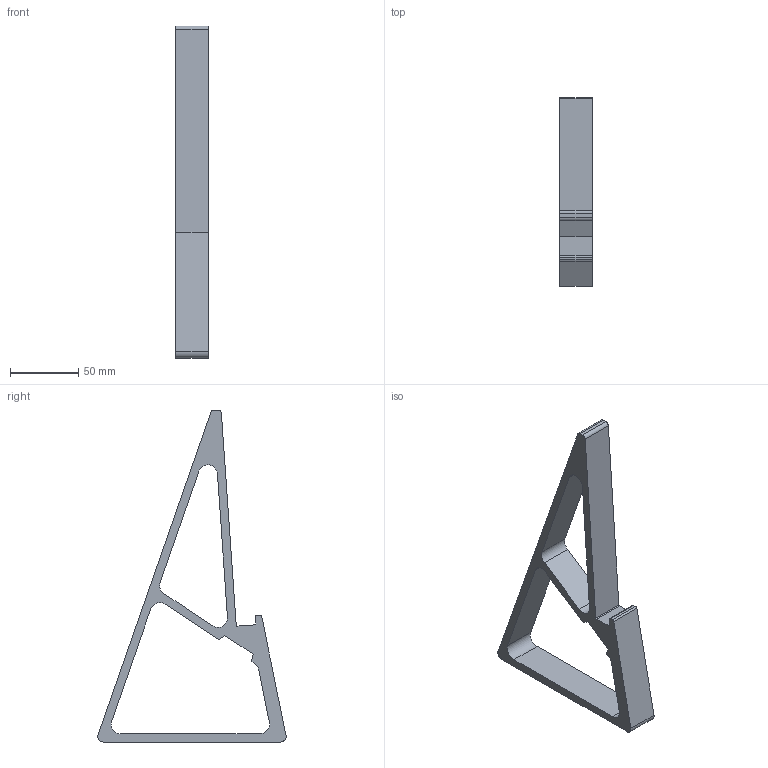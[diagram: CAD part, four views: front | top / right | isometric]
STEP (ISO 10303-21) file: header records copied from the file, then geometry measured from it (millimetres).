
FILE_DESCRIPTION(('FreeCAD Model'),'2;1');
FILE_NAME('Open CASCADE Shape Model','2025-04-05T18:05:18',(''),(''), 'Open CASCADE STEP processor 7.8','FreeCAD','Unknown');
FILE_SCHEMA(('AUTOMOTIVE_DESIGN { 1 0 10303 214 1 1 1 1 }'));
Length unit declared in the file: millimetre
Products named in the file (1): stand
Bounding box: 24 x 138.11 x 243.61 mm (x, y, z)
Volume: 120171.1 mm3; surface area: 41695.4 mm2
Topology: 1 solids, 1 shells, 41 faces, 115 edges, 76 vertices
Faces by surface type: plane 21, cylinder 18, cone 2
Full cylindrical faces by diameter (mm): 3.3 x1
Entity records: 2860 total; most frequent: CARTESIAN_POINT 502, DIRECTION 456, LINE 270, VECTOR 270, ORIENTED_EDGE 228, PCURVE 228, DEFINITIONAL_REPRESENTATION 228, EDGE_CURVE 114
